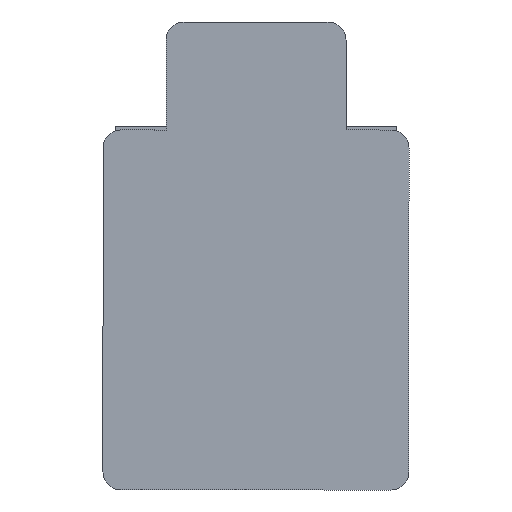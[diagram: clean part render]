
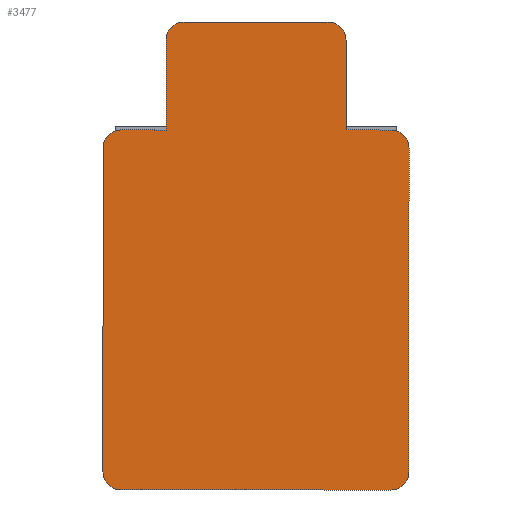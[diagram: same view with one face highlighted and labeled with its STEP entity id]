
A CAD part, front view. The second image highlights one B-rep face of the part: STEP entity #3477.
In plain terms, the highlighted face is planar.
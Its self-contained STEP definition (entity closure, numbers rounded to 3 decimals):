
#92=CIRCLE('',#3727,0.5);
#93=CIRCLE('',#3728,0.5);
#94=CIRCLE('',#3729,0.5);
#95=CIRCLE('',#3730,0.5);
#96=CIRCLE('',#3731,0.5);
#97=CIRCLE('',#3732,0.5);
#900=ORIENTED_EDGE('',*,*,#1495,.F.);
#901=ORIENTED_EDGE('',*,*,#1502,.T.);
#902=ORIENTED_EDGE('',*,*,#1492,.F.);
#903=ORIENTED_EDGE('',*,*,#1490,.F.);
#904=ORIENTED_EDGE('',*,*,#1503,.T.);
#905=ORIENTED_EDGE('',*,*,#1486,.F.);
#906=ORIENTED_EDGE('',*,*,#1504,.T.);
#907=ORIENTED_EDGE('',*,*,#1484,.F.);
#908=ORIENTED_EDGE('',*,*,#1505,.T.);
#909=ORIENTED_EDGE('',*,*,#1481,.F.);
#910=ORIENTED_EDGE('',*,*,#1506,.T.);
#911=ORIENTED_EDGE('',*,*,#1500,.F.);
#912=ORIENTED_EDGE('',*,*,#1498,.F.);
#913=ORIENTED_EDGE('',*,*,#1507,.T.);
#1481=EDGE_CURVE('',#1842,#1843,#2259,.T.);
#1484=EDGE_CURVE('',#1844,#1845,#2262,.T.);
#1486=EDGE_CURVE('',#1846,#1847,#2264,.T.);
#1490=EDGE_CURVE('',#1848,#1849,#2268,.T.);
#1492=EDGE_CURVE('',#1849,#1850,#2270,.T.);
#1495=EDGE_CURVE('',#1851,#1852,#2273,.T.);
#1498=EDGE_CURVE('',#1853,#1854,#2276,.T.);
#1500=EDGE_CURVE('',#1854,#1855,#2278,.T.);
#1502=EDGE_CURVE('',#1851,#1850,#92,.F.);
#1503=EDGE_CURVE('',#1848,#1847,#93,.F.);
#1504=EDGE_CURVE('',#1846,#1845,#94,.F.);
#1505=EDGE_CURVE('',#1844,#1843,#95,.F.);
#1506=EDGE_CURVE('',#1842,#1855,#96,.F.);
#1507=EDGE_CURVE('',#1853,#1852,#97,.F.);
#1842=VERTEX_POINT('',#5490);
#1843=VERTEX_POINT('',#5492);
#1844=VERTEX_POINT('',#5496);
#1845=VERTEX_POINT('',#5498);
#1846=VERTEX_POINT('',#5502);
#1847=VERTEX_POINT('',#5503);
#1848=VERTEX_POINT('',#5508);
#1849=VERTEX_POINT('',#5510);
#1850=VERTEX_POINT('',#5514);
#1851=VERTEX_POINT('',#5518);
#1852=VERTEX_POINT('',#5520);
#1853=VERTEX_POINT('',#5524);
#1854=VERTEX_POINT('',#5526);
#1855=VERTEX_POINT('',#5530);
#2259=LINE('',#5491,#2709);
#2262=LINE('',#5497,#2712);
#2264=LINE('',#5501,#2714);
#2268=LINE('',#5509,#2718);
#2270=LINE('',#5513,#2720);
#2273=LINE('',#5519,#2723);
#2276=LINE('',#5525,#2726);
#2278=LINE('',#5529,#2728);
#2709=VECTOR('',#4482,1000.);
#2712=VECTOR('',#4487,1000.);
#2714=VECTOR('',#4491,1000.);
#2718=VECTOR('',#4497,1000.);
#2720=VECTOR('',#4501,1000.);
#2723=VECTOR('',#4506,1000.);
#2726=VECTOR('',#4511,1000.);
#2728=VECTOR('',#4515,1000.);
#2941=EDGE_LOOP('',(#900,#901,#902,#903,#904,#905,#906,#907,#908,#909,#910,
#911,#912,#913));
#3137=FACE_BOUND('',#2941,.T.);
#3305=PLANE('',#3726);
#3477=ADVANCED_FACE('',(#3137),#3305,.F.);
#3726=AXIS2_PLACEMENT_3D('',#5532,#4517,#4518);
#3727=AXIS2_PLACEMENT_3D('',#5533,#4519,#4520);
#3728=AXIS2_PLACEMENT_3D('',#5534,#4521,#4522);
#3729=AXIS2_PLACEMENT_3D('',#5535,#4523,#4524);
#3730=AXIS2_PLACEMENT_3D('',#5536,#4525,#4526);
#3731=AXIS2_PLACEMENT_3D('',#5537,#4527,#4528);
#3732=AXIS2_PLACEMENT_3D('',#5538,#4529,#4530);
#4482=DIRECTION('',(0.,-1.,0.));
#4487=DIRECTION('',(-1.,0.,0.));
#4491=DIRECTION('',(0.,1.,0.));
#4497=DIRECTION('',(1.,0.,0.));
#4501=DIRECTION('',(0.,1.,0.));
#4506=DIRECTION('',(1.,0.,0.));
#4511=DIRECTION('',(0.,-1.,0.));
#4515=DIRECTION('',(1.,0.,0.));
#4517=DIRECTION('',(0.,0.,-1.));
#4518=DIRECTION('',(-1.,0.,0.));
#4519=DIRECTION('',(0.,0.,-1.));
#4520=DIRECTION('',(-1.,0.,0.));
#4521=DIRECTION('',(0.,0.,-1.));
#4522=DIRECTION('',(-1.,0.,0.));
#4523=DIRECTION('',(0.,0.,-1.));
#4524=DIRECTION('',(-1.,0.,0.));
#4525=DIRECTION('',(0.,0.,-1.));
#4526=DIRECTION('',(-1.,0.,0.));
#4527=DIRECTION('',(0.,0.,-1.));
#4528=DIRECTION('',(-1.,0.,0.));
#4529=DIRECTION('',(0.,0.,-1.));
#4530=DIRECTION('',(-1.,0.,0.));
#5490=CARTESIAN_POINT('',(4.25,4.5,1.1));
#5491=CARTESIAN_POINT('',(4.25,5.,1.1));
#5492=CARTESIAN_POINT('',(4.25,-4.5,1.1));
#5496=CARTESIAN_POINT('',(3.75,-5.,1.1));
#5497=CARTESIAN_POINT('',(4.25,-5.,1.1));
#5498=CARTESIAN_POINT('',(-3.75,-5.,1.1));
#5501=CARTESIAN_POINT('',(-4.25,-5.,1.1));
#5502=CARTESIAN_POINT('',(-4.25,-4.5,1.1));
#5503=CARTESIAN_POINT('',(-4.25,4.5,1.1));
#5508=CARTESIAN_POINT('',(-3.75,5.,1.1));
#5509=CARTESIAN_POINT('',(-4.25,5.,1.1));
#5510=CARTESIAN_POINT('',(-2.5,5.,1.1));
#5513=CARTESIAN_POINT('',(-2.5,8.,1.1));
#5514=CARTESIAN_POINT('',(-2.5,7.5,1.1));
#5518=CARTESIAN_POINT('',(-2.,8.,1.1));
#5519=CARTESIAN_POINT('',(2.5,8.,1.1));
#5520=CARTESIAN_POINT('',(2.,8.,1.1));
#5524=CARTESIAN_POINT('',(2.5,7.5,1.1));
#5525=CARTESIAN_POINT('',(2.5,5.,1.1));
#5526=CARTESIAN_POINT('',(2.5,5.,1.1));
#5529=CARTESIAN_POINT('',(2.5,5.,1.1));
#5530=CARTESIAN_POINT('',(3.75,5.,1.1));
#5532=CARTESIAN_POINT('',(0.,0.,1.1));
#5533=CARTESIAN_POINT('',(-2.,7.5,1.1));
#5534=CARTESIAN_POINT('',(-3.75,4.5,1.1));
#5535=CARTESIAN_POINT('',(-3.75,-4.5,1.1));
#5536=CARTESIAN_POINT('',(3.75,-4.5,1.1));
#5537=CARTESIAN_POINT('',(3.75,4.5,1.1));
#5538=CARTESIAN_POINT('',(2.,7.5,1.1));
